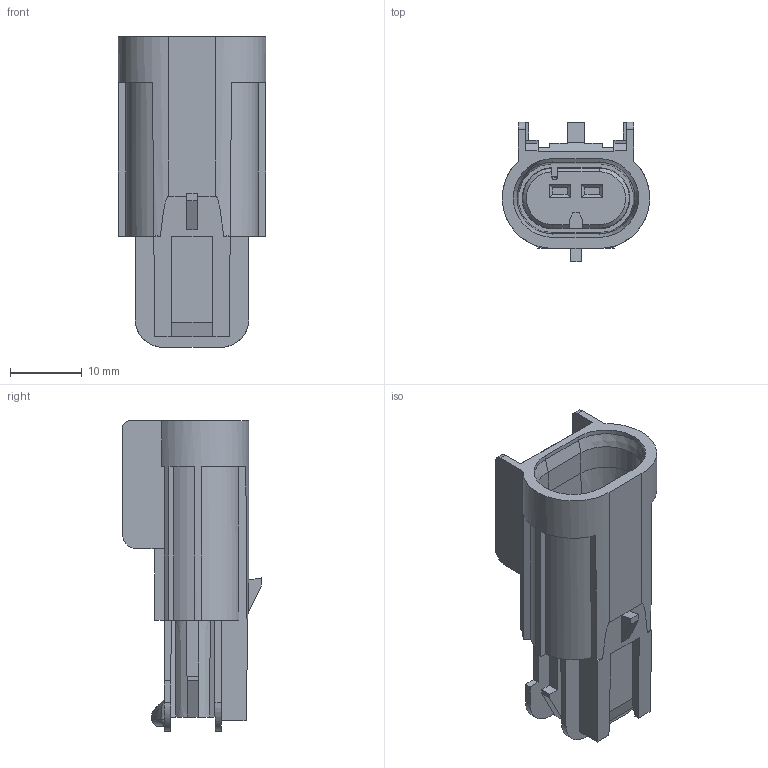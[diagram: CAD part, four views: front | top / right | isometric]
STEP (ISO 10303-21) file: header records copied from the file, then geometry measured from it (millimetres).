
FILE_DESCRIPTION(/* description */ (''),/* implementation_level */ '2;1');
FILE_NAME(/* name */ '13510099-ENV11_01-CONN.stp',/* time_stamp */ '2023-06-19T17:54:01+08:00',/* author */ (''),/* organization */ (''),/* preprocessor_version */ 'ST-DEVELOPER v16',/* originating_system */ 'SIEMENS PLM Software NX 11.0',/* authorisation */ '');
FILE_SCHEMA (('AUTOMOTIVE_DESIGN { 1 0 10303 214 3 1 1 1 }'));
Length unit declared in the file: millimetre
Products named in the file (1): 13510099-ENV11_01-CONN
Bounding box: 20.6 x 19.41 x 43.4 mm (x, y, z)
Volume: 5579.9 mm3; surface area: 5533.6 mm2
Topology: 1 solids, 1 shells, 218 faces, 585 edges, 370 vertices
Faces by surface type: plane 165, cylinder 20, cone 18, bspline 7, sphere 6, torus 2
Entity records: 6849 total; most frequent: CARTESIAN_POINT 1426, ORIENTED_EDGE 1162, DIRECTION 1069, EDGE_CURVE 581, LINE 449, VECTOR 449, VERTEX_POINT 370, AXIS2_PLACEMENT_3D 310
